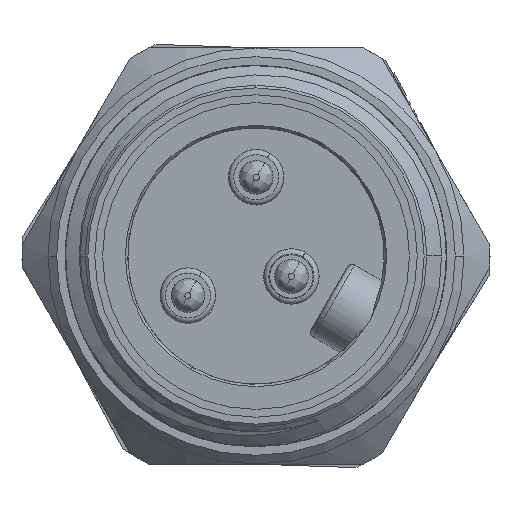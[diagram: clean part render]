
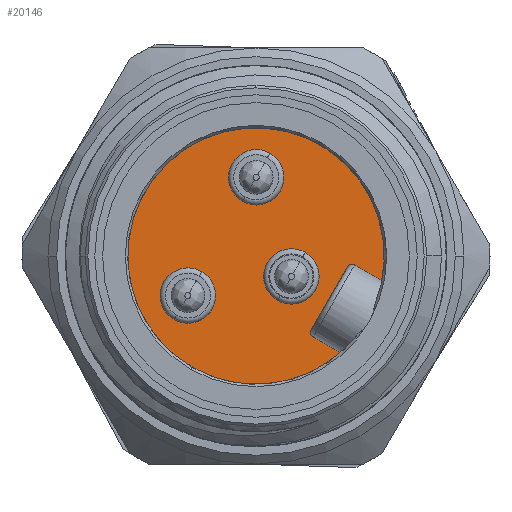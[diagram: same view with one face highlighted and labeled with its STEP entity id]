
A CAD part, left-side view. The second image highlights one B-rep face of the part: STEP entity #20146.
In plain terms, the highlighted planar face has unit normal (-1, 0, 0).
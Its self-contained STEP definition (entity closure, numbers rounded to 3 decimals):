
#7884=DIRECTION('',(0.,-0.5,0.866));
#7885=VECTOR('',#7884,4.2);
#7886=CARTESIAN_POINT('',(-33.4,-3.185,-4.264));
#7887=LINE('',#7886,#7885);
#7893=CARTESIAN_POINT('',(-33.4,-5.545,-0.776));
#7894=DIRECTION('',(1.,0.,0.));
#7895=DIRECTION('',(0.,0.866,0.5));
#7896=AXIS2_PLACEMENT_3D('',#7893,#7894,#7895);
#7902=DIRECTION('',(0.,-0.866,-0.5));
#7903=VECTOR('',#7902,1.81);
#7904=CARTESIAN_POINT('',(-33.4,-5.695,-0.517));
#7905=LINE('',#7904,#7903);
#7906=CARTESIAN_POINT('',(-33.4,0.,0.));
#7907=DIRECTION('',(1.,0.,0.));
#7908=DIRECTION('',(0.,-0.657,-0.754));
#7909=AXIS2_PLACEMENT_3D('',#7906,#7907,#7908);
#7911=CARTESIAN_POINT('',(-33.4,3.927,-2.282));
#7912=DIRECTION('',(-1.,0.,0.));
#7913=DIRECTION('',(0.,-0.5,0.866));
#7914=AXIS2_PLACEMENT_3D('',#7911,#7912,#7913);
#7916=CARTESIAN_POINT('',(-33.4,3.927,-2.282));
#7917=DIRECTION('',(-1.,0.,0.));
#7918=DIRECTION('',(0.,0.5,-0.866));
#7919=AXIS2_PLACEMENT_3D('',#7916,#7917,#7918);
#7921=CARTESIAN_POINT('',(-33.4,-0.013,4.542));
#7922=DIRECTION('',(-1.,0.,0.));
#7923=DIRECTION('',(0.,-0.5,0.866));
#7924=AXIS2_PLACEMENT_3D('',#7921,#7922,#7923);
#7926=CARTESIAN_POINT('',(-33.4,-0.013,4.542));
#7927=DIRECTION('',(-1.,0.,0.));
#7928=DIRECTION('',(0.,0.5,-0.866));
#7929=AXIS2_PLACEMENT_3D('',#7926,#7927,#7928);
#7931=CARTESIAN_POINT('',(-33.4,-2.044,-1.18));
#7932=DIRECTION('',(-1.,0.,0.));
#7933=DIRECTION('',(0.,-0.5,0.866));
#7934=AXIS2_PLACEMENT_3D('',#7931,#7932,#7933);
#7936=CARTESIAN_POINT('',(-33.4,-2.044,-1.18));
#7937=DIRECTION('',(-1.,0.,0.));
#7938=DIRECTION('',(0.,0.5,-0.866));
#7939=AXIS2_PLACEMENT_3D('',#7936,#7937,#7938);
#7941=CARTESIAN_POINT('',(-33.4,-3.445,-4.414));
#7942=DIRECTION('',(1.,0.,0.));
#7943=DIRECTION('',(0.,0.5,-0.866));
#7944=AXIS2_PLACEMENT_3D('',#7941,#7942,#7943);
#7950=DIRECTION('',(0.,0.866,0.5));
#7951=VECTOR('',#7950,1.81);
#7952=CARTESIAN_POINT('',(-33.4,-4.862,-5.578));
#7953=LINE('',#7952,#7951);
#9821=CARTESIAN_POINT('',(-33.4,-4.862,-5.578));
#9822=VERTEX_POINT('',#9821);
#9823=CARTESIAN_POINT('',(-33.4,-7.262,-1.422));
#9824=VERTEX_POINT('',#9823);
#9825=CARTESIAN_POINT('',(-33.4,3.127,-0.896));
#9826=CARTESIAN_POINT('',(-33.4,4.727,-3.668));
#9827=VERTEX_POINT('',#9825);
#9828=VERTEX_POINT('',#9826);
#9829=CARTESIAN_POINT('',(-33.4,-0.813,5.928));
#9830=CARTESIAN_POINT('',(-33.4,0.787,3.156));
#9831=VERTEX_POINT('',#9829);
#9832=VERTEX_POINT('',#9830);
#9833=CARTESIAN_POINT('',(-33.4,-2.844,0.206));
#9834=CARTESIAN_POINT('',(-33.4,-1.244,-2.566));
#9835=VERTEX_POINT('',#9833);
#9836=VERTEX_POINT('',#9834);
#9862=CARTESIAN_POINT('',(-33.4,-5.695,-0.517));
#9864=VERTEX_POINT('',#9862);
#9866=CARTESIAN_POINT('',(-33.4,-5.285,-0.626));
#9868=VERTEX_POINT('',#9866);
#9873=CARTESIAN_POINT('',(-33.4,-3.185,-4.264));
#9874=VERTEX_POINT('',#9873);
#9875=CARTESIAN_POINT('',(-33.4,-3.295,-4.673));
#9876=VERTEX_POINT('',#9875);
#20112=CARTESIAN_POINT('',(-33.4,1.85,-3.204));
#20113=DIRECTION('',(-1.,0.,0.));
#20114=DIRECTION('',(0.,-0.866,-0.5));
#20115=AXIS2_PLACEMENT_3D('',#20112,#20113,#20114);
#20116=PLANE('',#20115);
#20117=ORIENTED_EDGE('',*,*,#20104,.F.);
#20118=ORIENTED_EDGE('',*,*,#20093,.F.);
#20119=ORIENTED_EDGE('',*,*,#20079,.F.);
#20121=ORIENTED_EDGE('',*,*,#20120,.F.);
#20123=ORIENTED_EDGE('',*,*,#20122,.F.);
#20125=ORIENTED_EDGE('',*,*,#20124,.T.);
#20126=EDGE_LOOP('',(#20117,#20118,#20119,#20121,#20123,#20125));
#20127=FACE_OUTER_BOUND('',#20126,.F.);
#20129=ORIENTED_EDGE('',*,*,#20128,.T.);
#20131=ORIENTED_EDGE('',*,*,#20130,.T.);
#20132=EDGE_LOOP('',(#20129,#20131));
#20133=FACE_BOUND('',#20132,.F.);
#20135=ORIENTED_EDGE('',*,*,#20134,.T.);
#20137=ORIENTED_EDGE('',*,*,#20136,.T.);
#20138=EDGE_LOOP('',(#20135,#20137));
#20139=FACE_BOUND('',#20138,.F.);
#20141=ORIENTED_EDGE('',*,*,#20140,.T.);
#20143=ORIENTED_EDGE('',*,*,#20142,.T.);
#20144=EDGE_LOOP('',(#20141,#20143));
#20145=FACE_BOUND('',#20144,.F.);
#7897=CIRCLE('',#7896,0.3);
#7910=CIRCLE('',#7909,7.4);
#7915=CIRCLE('',#7914,1.6);
#7920=CIRCLE('',#7919,1.6);
#7925=CIRCLE('',#7924,1.6);
#7930=CIRCLE('',#7929,1.6);
#7935=CIRCLE('',#7934,1.6);
#7940=CIRCLE('',#7939,1.6);
#7945=CIRCLE('',#7944,0.3);
#20079=EDGE_CURVE('',#9874,#9868,#7887,.T.);
#20093=EDGE_CURVE('',#9868,#9864,#7897,.T.);
#20104=EDGE_CURVE('',#9864,#9824,#7905,.T.);
#20120=EDGE_CURVE('',#9876,#9874,#7945,.T.);
#20122=EDGE_CURVE('',#9822,#9876,#7953,.T.);
#20124=EDGE_CURVE('',#9822,#9824,#7910,.T.);
#20128=EDGE_CURVE('',#9827,#9828,#7915,.T.);
#20130=EDGE_CURVE('',#9828,#9827,#7920,.T.);
#20134=EDGE_CURVE('',#9831,#9832,#7925,.T.);
#20136=EDGE_CURVE('',#9832,#9831,#7930,.T.);
#20140=EDGE_CURVE('',#9835,#9836,#7935,.T.);
#20142=EDGE_CURVE('',#9836,#9835,#7940,.T.);
#20146=ADVANCED_FACE('',(#20127,#20133,#20139,#20145),#20116,.T.);
